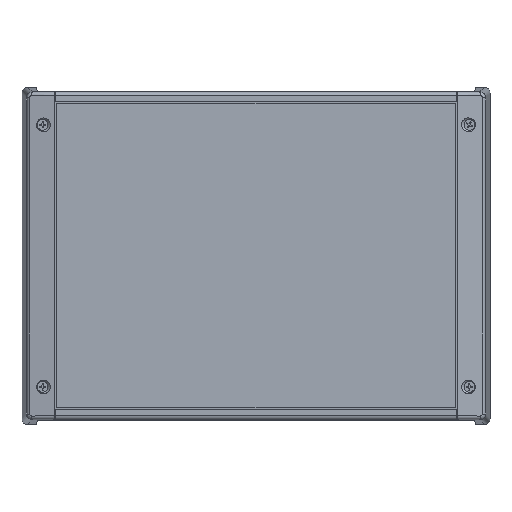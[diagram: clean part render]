
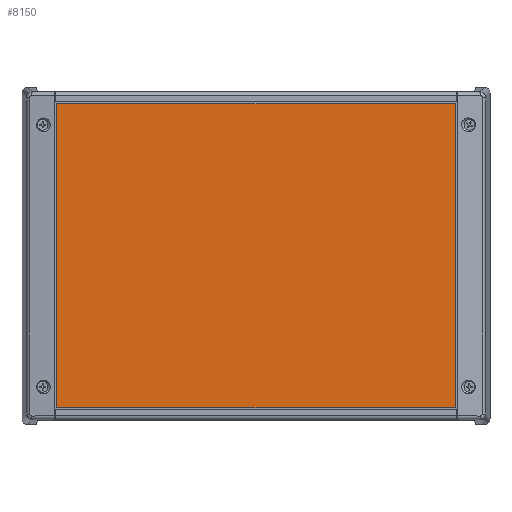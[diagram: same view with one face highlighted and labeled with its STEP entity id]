
A CAD part, top view. The second image highlights one B-rep face of the part: STEP entity #8150.
In plain terms, the highlighted planar face has unit normal (0, 0, 1).
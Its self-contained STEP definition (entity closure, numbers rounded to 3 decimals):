
#587=FACE_OUTER_BOUND('',#1070,.T.);
#1070=EDGE_LOOP('',(#6498,#6499,#6500,#6501));
#2085=LINE('',#13498,#2894);
#2086=LINE('',#13500,#2895);
#2087=LINE('',#13502,#2896);
#2088=LINE('',#13503,#2897);
#2894=VECTOR('',#10617,213.);
#2895=VECTOR('',#10618,162.5);
#2896=VECTOR('',#10619,213.);
#2897=VECTOR('',#10620,162.5);
#3707=VERTEX_POINT('',#13496);
#3708=VERTEX_POINT('',#13497);
#3709=VERTEX_POINT('',#13499);
#3710=VERTEX_POINT('',#13501);
#4714=EDGE_CURVE('',#3707,#3708,#2085,.T.);
#4715=EDGE_CURVE('',#3707,#3709,#2086,.T.);
#4716=EDGE_CURVE('',#3710,#3709,#2087,.T.);
#4717=EDGE_CURVE('',#3710,#3708,#2088,.T.);
#6498=ORIENTED_EDGE('',*,*,#4714,.F.);
#6499=ORIENTED_EDGE('',*,*,#4715,.T.);
#6500=ORIENTED_EDGE('',*,*,#4716,.F.);
#6501=ORIENTED_EDGE('',*,*,#4717,.T.);
#7759=PLANE('',#8884);
#8150=ADVANCED_FACE('',(#587),#7759,.T.);
#8884=AXIS2_PLACEMENT_3D('',#13495,#10615,#10616);
#10615=DIRECTION('center_axis',(0.,0.,1.));
#10616=DIRECTION('ref_axis',(1.,0.,0.));
#10617=DIRECTION('',(1.,0.,0.));
#10618=DIRECTION('',(0.,-1.,0.));
#10619=DIRECTION('',(-1.,0.,0.));
#10620=DIRECTION('',(0.,1.,0.));
#13495=CARTESIAN_POINT('Origin',(-125.,90.,50.25));
#13496=CARTESIAN_POINT('',(-106.5,81.25,50.25));
#13497=CARTESIAN_POINT('',(106.5,81.25,50.25));
#13498=CARTESIAN_POINT('',(-106.5,81.25,50.25));
#13499=CARTESIAN_POINT('',(-106.5,-81.25,50.25));
#13500=CARTESIAN_POINT('',(-106.5,81.25,50.25));
#13501=CARTESIAN_POINT('',(106.5,-81.25,50.25));
#13502=CARTESIAN_POINT('',(106.5,-81.25,50.25));
#13503=CARTESIAN_POINT('',(106.5,-81.25,50.25));
